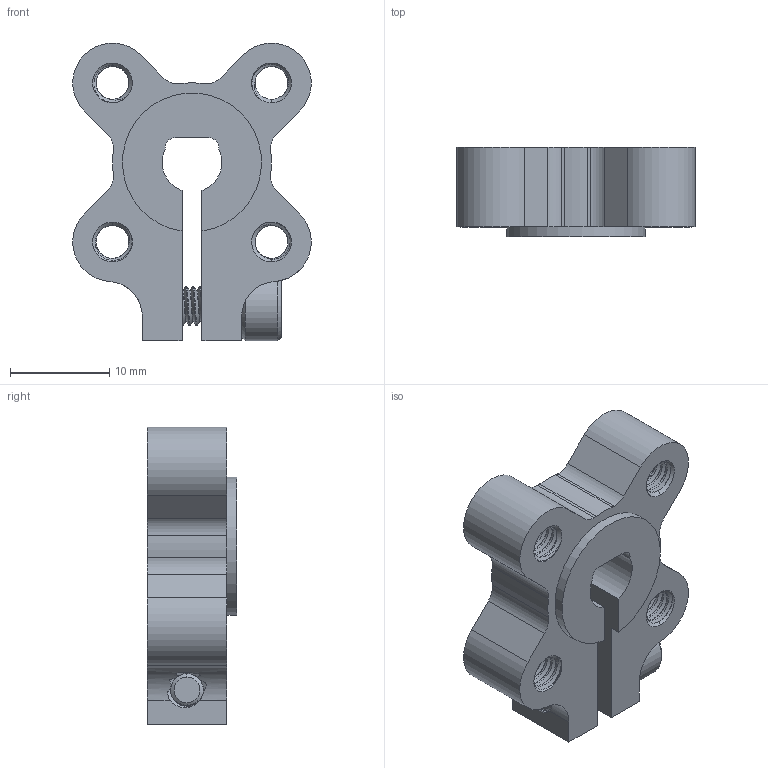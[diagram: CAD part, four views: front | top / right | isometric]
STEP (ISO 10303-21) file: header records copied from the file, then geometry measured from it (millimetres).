
FILE_DESCRIPTION (( 'STEP AP203' ), '1' );
FILE_NAME ('1301-0016-1006 assembly.STEP', '2018-03-07T20:28:39', ( '' ), ( '' ), 'SwSTEP 2.0', 'SolidWorks 2016', '' );
FILE_SCHEMA (( 'CONFIG_CONTROL_DESIGN' ));
Length unit declared in the file: inch
Products named in the file (3): 2800-0004-0010_90128A207; 1301-0016-1006; 1301-0016-1006 assembly
Assembly tree (2 placements, depth 2):
  1301-0016-1006 assembly
    1301-0016-1006
    2800-0004-0010_90128A207
Bounding box: 24 x 9 x 29.92 mm (x, y, z)
Volume: 3593.5 mm3; surface area: 3149.7 mm2
Topology: 2 solids, 2 shells, 390 faces, 1116 edges, 731 vertices
Faces by surface type: cylinder 306, cone 39, plane 29, bspline 16
Entity records: 31859 total; most frequent: CARTESIAN_POINT 23071, ORIENTED_EDGE 2232, DIRECTION 1384, EDGE_CURVE 1116, VERTEX_POINT 731, AXIS2_PLACEMENT_3D 504, EDGE_LOOP 403, ADVANCED_FACE 390
